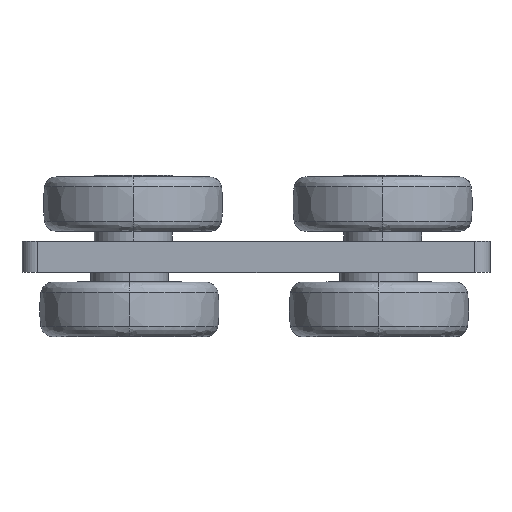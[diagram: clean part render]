
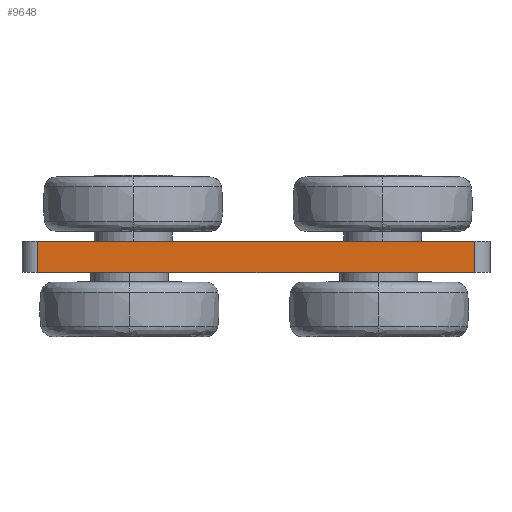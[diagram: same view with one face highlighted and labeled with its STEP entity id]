
A CAD part, top view. The second image highlights one B-rep face of the part: STEP entity #9648.
In plain terms, the highlighted planar face has unit normal (0, 0, 1).
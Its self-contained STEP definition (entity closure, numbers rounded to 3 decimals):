
#300 = VECTOR ( 'NONE', #1906, 1000. ) ;
#784 = LINE ( 'NONE', #13340, #300 ) ;
#1163 = CARTESIAN_POINT ( 'NONE',  ( -28., 2., 40. ) ) ;
#1804 = CARTESIAN_POINT ( 'NONE',  ( -28., 2., 40. ) ) ;
#1906 = DIRECTION ( 'NONE',  ( 1., 0., 0. ) ) ;
#2431 = DIRECTION ( 'NONE',  ( 0., 0., 1. ) ) ;
#4089 = ORIENTED_EDGE ( 'NONE', *, *, #10584, .F. ) ;
#4874 = DIRECTION ( 'NONE',  ( 0., -1., 0. ) ) ;
#4970 = LINE ( 'NONE', #1163, #14077 ) ;
#5293 = VECTOR ( 'NONE', #9178, 1000. ) ;
#6329 = AXIS2_PLACEMENT_3D ( 'NONE', #7480, #2431, #11186 ) ;
#6360 = CARTESIAN_POINT ( 'NONE',  ( -28., -2., 40. ) ) ;
#6738 = VECTOR ( 'NONE', #14815, 1000. ) ;
#7480 = CARTESIAN_POINT ( 'NONE',  ( 28., 2., 40. ) ) ;
#8105 = LINE ( 'NONE', #13102, #5293 ) ;
#8636 = PLANE ( 'NONE',  #6329 ) ;
#8966 = EDGE_CURVE ( 'NONE', #15557, #10004, #8105, .T. ) ;
#9178 = DIRECTION ( 'NONE',  ( 1., 0., 0. ) ) ;
#9214 = VERTEX_POINT ( 'NONE', #1804 ) ;
#9648 = ADVANCED_FACE ( 'NONE', ( #10844 ), #8636, .T. ) ;
#10004 = VERTEX_POINT ( 'NONE', #12350 ) ;
#10562 = ORIENTED_EDGE ( 'NONE', *, *, #12362, .F. ) ;
#10584 = EDGE_CURVE ( 'NONE', #15210, #10004, #15966, .T. ) ;
#10844 = FACE_OUTER_BOUND ( 'NONE', #13963, .T. ) ;
#11094 = CARTESIAN_POINT ( 'NONE',  ( 28., 2., 40. ) ) ;
#11186 = DIRECTION ( 'NONE',  ( 1., 0., 0. ) ) ;
#11870 = ORIENTED_EDGE ( 'NONE', *, *, #8966, .T. ) ;
#12350 = CARTESIAN_POINT ( 'NONE',  ( 28., -2., 40. ) ) ;
#12362 = EDGE_CURVE ( 'NONE', #9214, #15210, #784, .T. ) ;
#12639 = EDGE_CURVE ( 'NONE', #9214, #15557, #4970, .T. ) ;
#13102 = CARTESIAN_POINT ( 'NONE',  ( 28., -2., 40. ) ) ;
#13268 = ORIENTED_EDGE ( 'NONE', *, *, #12639, .T. ) ;
#13340 = CARTESIAN_POINT ( 'NONE',  ( 0., 2., 40. ) ) ;
#13963 = EDGE_LOOP ( 'NONE', ( #10562, #13268, #11870, #4089 ) ) ;
#14077 = VECTOR ( 'NONE', #4874, 1000. ) ;
#14815 = DIRECTION ( 'NONE',  ( 0., -1., 0. ) ) ;
#14906 = CARTESIAN_POINT ( 'NONE',  ( 28., 2., 40. ) ) ;
#15210 = VERTEX_POINT ( 'NONE', #14906 ) ;
#15557 = VERTEX_POINT ( 'NONE', #6360 ) ;
#15966 = LINE ( 'NONE', #11094, #6738 ) ;
